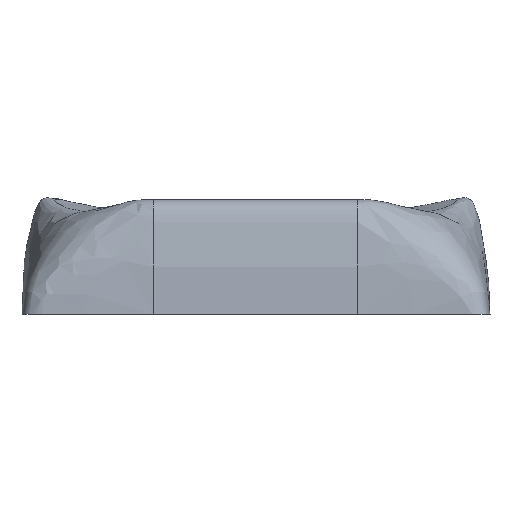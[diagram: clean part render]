
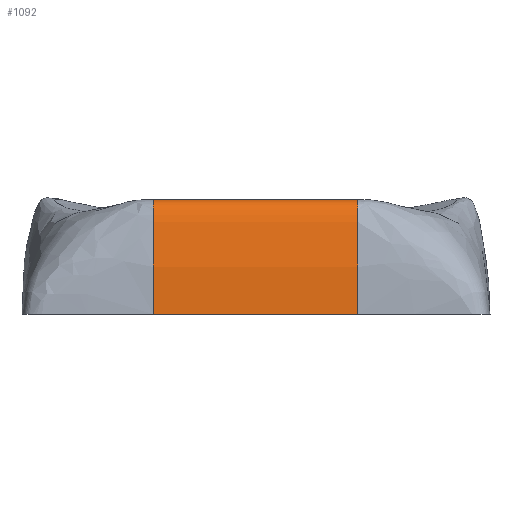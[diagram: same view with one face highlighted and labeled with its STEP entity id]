
A CAD part, front view. The second image highlights one B-rep face of the part: STEP entity #1092.
In plain terms, the highlighted free-form (B-spline) face has degree [3, 1] with [16, 2] control points.
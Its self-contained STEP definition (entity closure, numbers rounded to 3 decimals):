
#21=B_SPLINE_CURVE_WITH_KNOTS('',3,(#2410,#2411,#2412,#2413,#2414,#2415,
#2416,#2417,#2418,#2419,#2420,#2421,#2422,#2423,#2424,#2425),
 .UNSPECIFIED.,.F.,.F.,(4,2,2,2,2,2,2,4),(-1.228,-1.116,
-0.982,-0.877,-0.77,-0.599,
-0.311,0.),.UNSPECIFIED.);
#38=B_SPLINE_CURVE_WITH_KNOTS('',3,(#5565,#5566,#5567,#5568,#5569,#5570,
#5571,#5572,#5573,#5574,#5575,#5576,#5577,#5578,#5579,#5580),
 .UNSPECIFIED.,.F.,.F.,(4,2,2,2,2,2,2,4),(-1.228,-1.116,
-0.982,-0.877,-0.77,-0.599,
-0.311,0.),.UNSPECIFIED.);
#47=B_SPLINE_SURFACE_WITH_KNOTS('',3,1,((#5658,#5659),(#5660,#5661),(#5662,
#5663),(#5664,#5665),(#5666,#5667),(#5668,#5669),(#5670,#5671),(#5672,#5673),
(#5674,#5675),(#5676,#5677),(#5678,#5679),(#5680,#5681),(#5682,#5683),(#5684,
#5685),(#5686,#5687),(#5688,#5689)),.UNSPECIFIED.,.F.,.F.,.F.,(4,2,2,2,
2,2,2,4),(2,2),(-1.228,-1.116,-0.982,-0.877,
-0.77,-0.599,-0.311,0.),(0.,1.425),
 .UNSPECIFIED.);
#166=FACE_OUTER_BOUND('',#230,.T.);
#230=EDGE_LOOP('',(#995,#996,#997,#998));
#329=LINE('',#5657,#428);
#330=LINE('',#5690,#429);
#428=VECTOR('',#1462,10.);
#429=VECTOR('',#1463,10.);
#507=VERTEX_POINT('',#2408);
#508=VERTEX_POINT('',#2409);
#521=VERTEX_POINT('',#5136);
#528=VERTEX_POINT('',#5564);
#651=EDGE_CURVE('',#507,#508,#21,.T.);
#675=EDGE_CURVE('',#521,#528,#38,.T.);
#686=EDGE_CURVE('',#528,#508,#329,.T.);
#687=EDGE_CURVE('',#521,#507,#330,.T.);
#995=ORIENTED_EDGE('',*,*,#675,.T.);
#996=ORIENTED_EDGE('',*,*,#686,.T.);
#997=ORIENTED_EDGE('',*,*,#651,.F.);
#998=ORIENTED_EDGE('',*,*,#687,.F.);
#1092=ADVANCED_FACE('',(#166),#47,.T.);
#1462=DIRECTION('',(1.,0.,0.));
#1463=DIRECTION('',(1.,0.,0.));
#2408=CARTESIAN_POINT('',(7.125,-6.497,7.984));
#2409=CARTESIAN_POINT('',(7.125,-9.198,0.));
#2410=CARTESIAN_POINT('Ctrl Pts',(7.125,-6.497,7.984));
#2411=CARTESIAN_POINT('Ctrl Pts',(7.125,-6.647,7.993));
#2412=CARTESIAN_POINT('Ctrl Pts',(7.125,-6.796,7.994));
#2413=CARTESIAN_POINT('Ctrl Pts',(7.125,-7.122,7.965));
#2414=CARTESIAN_POINT('Ctrl Pts',(7.125,-7.299,7.93));
#2415=CARTESIAN_POINT('Ctrl Pts',(7.125,-7.594,7.81));
#2416=CARTESIAN_POINT('Ctrl Pts',(7.125,-7.714,7.738));
#2417=CARTESIAN_POINT('Ctrl Pts',(7.125,-7.923,7.549));
#2418=CARTESIAN_POINT('Ctrl Pts',(7.125,-8.039,7.408));
#2419=CARTESIAN_POINT('Ctrl Pts',(7.125,-8.339,6.814));
#2420=CARTESIAN_POINT('Ctrl Pts',(7.125,-8.467,6.333));
#2421=CARTESIAN_POINT('Ctrl Pts',(7.125,-8.792,4.912));
#2422=CARTESIAN_POINT('Ctrl Pts',(7.125,-8.953,3.976));
#2423=CARTESIAN_POINT('Ctrl Pts',(7.125,-9.147,2.072));
#2424=CARTESIAN_POINT('Ctrl Pts',(7.125,-9.176,1.038));
#2425=CARTESIAN_POINT('Ctrl Pts',(7.125,-9.198,0.));
#5136=CARTESIAN_POINT('',(-7.125,-6.497,7.984));
#5564=CARTESIAN_POINT('',(-7.125,-9.198,0.));
#5565=CARTESIAN_POINT('Ctrl Pts',(-7.125,-6.497,7.984));
#5566=CARTESIAN_POINT('Ctrl Pts',(-7.125,-6.647,7.993));
#5567=CARTESIAN_POINT('Ctrl Pts',(-7.125,-6.796,7.994));
#5568=CARTESIAN_POINT('Ctrl Pts',(-7.125,-7.122,7.965));
#5569=CARTESIAN_POINT('Ctrl Pts',(-7.125,-7.299,7.93));
#5570=CARTESIAN_POINT('Ctrl Pts',(-7.125,-7.594,7.81));
#5571=CARTESIAN_POINT('Ctrl Pts',(-7.125,-7.714,7.738));
#5572=CARTESIAN_POINT('Ctrl Pts',(-7.125,-7.923,7.549));
#5573=CARTESIAN_POINT('Ctrl Pts',(-7.125,-8.039,7.408));
#5574=CARTESIAN_POINT('Ctrl Pts',(-7.125,-8.339,6.814));
#5575=CARTESIAN_POINT('Ctrl Pts',(-7.125,-8.467,6.333));
#5576=CARTESIAN_POINT('Ctrl Pts',(-7.125,-8.792,4.912));
#5577=CARTESIAN_POINT('Ctrl Pts',(-7.125,-8.953,3.976));
#5578=CARTESIAN_POINT('Ctrl Pts',(-7.125,-9.147,2.072));
#5579=CARTESIAN_POINT('Ctrl Pts',(-7.125,-9.176,1.038));
#5580=CARTESIAN_POINT('Ctrl Pts',(-7.125,-9.198,0.));
#5657=CARTESIAN_POINT('',(-7.125,-9.198,0.));
#5658=CARTESIAN_POINT('Ctrl Pts',(-7.125,-6.497,7.984));
#5659=CARTESIAN_POINT('Ctrl Pts',(7.125,-6.497,7.984));
#5660=CARTESIAN_POINT('Ctrl Pts',(-7.125,-6.647,7.993));
#5661=CARTESIAN_POINT('Ctrl Pts',(7.125,-6.647,7.993));
#5662=CARTESIAN_POINT('Ctrl Pts',(-7.125,-6.796,7.994));
#5663=CARTESIAN_POINT('Ctrl Pts',(7.125,-6.796,7.994));
#5664=CARTESIAN_POINT('Ctrl Pts',(-7.125,-7.122,7.965));
#5665=CARTESIAN_POINT('Ctrl Pts',(7.125,-7.122,7.965));
#5666=CARTESIAN_POINT('Ctrl Pts',(-7.125,-7.299,7.93));
#5667=CARTESIAN_POINT('Ctrl Pts',(7.125,-7.299,7.93));
#5668=CARTESIAN_POINT('Ctrl Pts',(-7.125,-7.594,7.81));
#5669=CARTESIAN_POINT('Ctrl Pts',(7.125,-7.594,7.81));
#5670=CARTESIAN_POINT('Ctrl Pts',(-7.125,-7.714,7.738));
#5671=CARTESIAN_POINT('Ctrl Pts',(7.125,-7.714,7.738));
#5672=CARTESIAN_POINT('Ctrl Pts',(-7.125,-7.923,7.549));
#5673=CARTESIAN_POINT('Ctrl Pts',(7.125,-7.923,7.549));
#5674=CARTESIAN_POINT('Ctrl Pts',(-7.125,-8.039,7.408));
#5675=CARTESIAN_POINT('Ctrl Pts',(7.125,-8.039,7.408));
#5676=CARTESIAN_POINT('Ctrl Pts',(-7.125,-8.339,6.814));
#5677=CARTESIAN_POINT('Ctrl Pts',(7.125,-8.339,6.814));
#5678=CARTESIAN_POINT('Ctrl Pts',(-7.125,-8.467,6.333));
#5679=CARTESIAN_POINT('Ctrl Pts',(7.125,-8.467,6.333));
#5680=CARTESIAN_POINT('Ctrl Pts',(-7.125,-8.792,4.912));
#5681=CARTESIAN_POINT('Ctrl Pts',(7.125,-8.792,4.912));
#5682=CARTESIAN_POINT('Ctrl Pts',(-7.125,-8.953,3.976));
#5683=CARTESIAN_POINT('Ctrl Pts',(7.125,-8.953,3.976));
#5684=CARTESIAN_POINT('Ctrl Pts',(-7.125,-9.147,2.072));
#5685=CARTESIAN_POINT('Ctrl Pts',(7.125,-9.147,2.072));
#5686=CARTESIAN_POINT('Ctrl Pts',(-7.125,-9.176,1.038));
#5687=CARTESIAN_POINT('Ctrl Pts',(7.125,-9.176,1.038));
#5688=CARTESIAN_POINT('Ctrl Pts',(-7.125,-9.198,0.));
#5689=CARTESIAN_POINT('Ctrl Pts',(7.125,-9.198,0.));
#5690=CARTESIAN_POINT('',(-7.125,-6.497,7.984));
